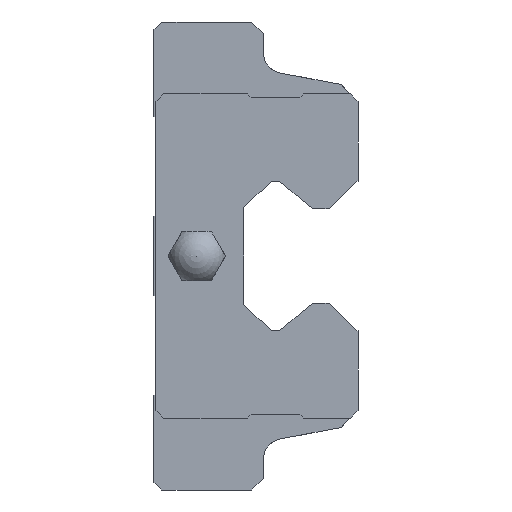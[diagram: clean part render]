
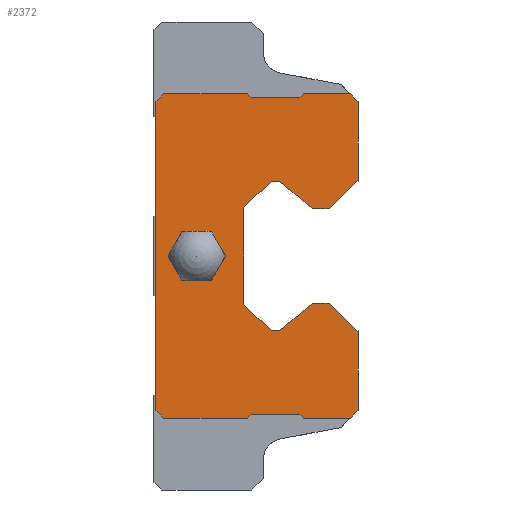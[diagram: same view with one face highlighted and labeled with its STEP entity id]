
A CAD part, left-side view. The second image highlights one B-rep face of the part: STEP entity #2372.
In plain terms, the highlighted planar face has unit normal (-1, 0, 0).
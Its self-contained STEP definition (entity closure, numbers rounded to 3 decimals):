
#650=ORIENTED_EDGE('',*,*,#886,.F.);
#651=ORIENTED_EDGE('',*,*,#883,.F.);
#652=ORIENTED_EDGE('',*,*,#880,.F.);
#653=ORIENTED_EDGE('',*,*,#877,.F.);
#654=ORIENTED_EDGE('',*,*,#874,.F.);
#655=ORIENTED_EDGE('',*,*,#871,.F.);
#656=ORIENTED_EDGE('',*,*,#866,.F.);
#657=ORIENTED_EDGE('',*,*,#1032,.F.);
#658=ORIENTED_EDGE('',*,*,#1030,.F.);
#659=ORIENTED_EDGE('',*,*,#1028,.F.);
#660=ORIENTED_EDGE('',*,*,#1026,.F.);
#661=ORIENTED_EDGE('',*,*,#1024,.F.);
#662=ORIENTED_EDGE('',*,*,#1022,.F.);
#663=ORIENTED_EDGE('',*,*,#1020,.F.);
#664=ORIENTED_EDGE('',*,*,#1018,.F.);
#665=ORIENTED_EDGE('',*,*,#1016,.F.);
#666=ORIENTED_EDGE('',*,*,#1051,.F.);
#667=ORIENTED_EDGE('',*,*,#1049,.F.);
#668=ORIENTED_EDGE('',*,*,#1047,.F.);
#669=ORIENTED_EDGE('',*,*,#1045,.F.);
#670=ORIENTED_EDGE('',*,*,#1043,.F.);
#671=ORIENTED_EDGE('',*,*,#1041,.F.);
#672=ORIENTED_EDGE('',*,*,#1039,.F.);
#673=ORIENTED_EDGE('',*,*,#1037,.F.);
#674=ORIENTED_EDGE('',*,*,#1035,.F.);
#675=ORIENTED_EDGE('',*,*,#1033,.F.);
#676=ORIENTED_EDGE('',*,*,#898,.F.);
#677=ORIENTED_EDGE('',*,*,#895,.F.);
#678=ORIENTED_EDGE('',*,*,#892,.F.);
#679=ORIENTED_EDGE('',*,*,#889,.F.);
#680=ORIENTED_EDGE('',*,*,#1052,.T.);
#681=ORIENTED_EDGE('',*,*,#1053,.T.);
#682=ORIENTED_EDGE('',*,*,#1054,.T.);
#683=ORIENTED_EDGE('',*,*,#1055,.T.);
#684=ORIENTED_EDGE('',*,*,#1056,.T.);
#685=ORIENTED_EDGE('',*,*,#1057,.T.);
#866=EDGE_CURVE('',#1181,#1182,#1398,.T.);
#871=EDGE_CURVE('',#1182,#1186,#1403,.T.);
#874=EDGE_CURVE('',#1186,#1188,#1406,.T.);
#877=EDGE_CURVE('',#1188,#1190,#1409,.T.);
#880=EDGE_CURVE('',#1190,#1192,#1412,.T.);
#883=EDGE_CURVE('',#1192,#1194,#1415,.T.);
#886=EDGE_CURVE('',#1194,#1196,#1418,.T.);
#889=EDGE_CURVE('',#1196,#1198,#1421,.T.);
#892=EDGE_CURVE('',#1198,#1200,#1424,.T.);
#895=EDGE_CURVE('',#1200,#1202,#1427,.T.);
#898=EDGE_CURVE('',#1202,#1204,#1430,.T.);
#1016=EDGE_CURVE('',#1268,#1269,#1534,.T.);
#1018=EDGE_CURVE('',#1269,#1270,#1536,.T.);
#1020=EDGE_CURVE('',#1270,#1271,#1538,.T.);
#1022=EDGE_CURVE('',#1271,#1272,#1540,.T.);
#1024=EDGE_CURVE('',#1272,#1273,#1542,.T.);
#1026=EDGE_CURVE('',#1273,#1274,#1544,.T.);
#1028=EDGE_CURVE('',#1274,#1275,#1546,.T.);
#1030=EDGE_CURVE('',#1275,#1276,#1548,.T.);
#1032=EDGE_CURVE('',#1276,#1181,#1550,.T.);
#1033=EDGE_CURVE('',#1204,#1277,#1551,.T.);
#1035=EDGE_CURVE('',#1277,#1278,#1553,.T.);
#1037=EDGE_CURVE('',#1278,#1279,#1555,.T.);
#1039=EDGE_CURVE('',#1279,#1280,#1557,.T.);
#1041=EDGE_CURVE('',#1280,#1281,#1559,.T.);
#1043=EDGE_CURVE('',#1281,#1282,#1561,.T.);
#1045=EDGE_CURVE('',#1282,#1283,#1563,.T.);
#1047=EDGE_CURVE('',#1283,#1284,#1565,.T.);
#1049=EDGE_CURVE('',#1284,#1285,#1567,.T.);
#1051=EDGE_CURVE('',#1285,#1268,#1569,.T.);
#1052=EDGE_CURVE('',#1286,#1287,#1570,.T.);
#1053=EDGE_CURVE('',#1287,#1288,#1571,.T.);
#1054=EDGE_CURVE('',#1288,#1289,#1572,.T.);
#1055=EDGE_CURVE('',#1289,#1290,#1573,.T.);
#1056=EDGE_CURVE('',#1290,#1291,#1574,.T.);
#1057=EDGE_CURVE('',#1291,#1286,#1575,.T.);
#1181=VERTEX_POINT('',#3449);
#1182=VERTEX_POINT('',#3451);
#1186=VERTEX_POINT('',#3461);
#1188=VERTEX_POINT('',#3467);
#1190=VERTEX_POINT('',#3473);
#1192=VERTEX_POINT('',#3479);
#1194=VERTEX_POINT('',#3485);
#1196=VERTEX_POINT('',#3491);
#1198=VERTEX_POINT('',#3497);
#1200=VERTEX_POINT('',#3503);
#1202=VERTEX_POINT('',#3509);
#1204=VERTEX_POINT('',#3515);
#1268=VERTEX_POINT('',#3750);
#1269=VERTEX_POINT('',#3752);
#1270=VERTEX_POINT('',#3756);
#1271=VERTEX_POINT('',#3760);
#1272=VERTEX_POINT('',#3764);
#1273=VERTEX_POINT('',#3768);
#1274=VERTEX_POINT('',#3772);
#1275=VERTEX_POINT('',#3776);
#1276=VERTEX_POINT('',#3780);
#1277=VERTEX_POINT('',#3786);
#1278=VERTEX_POINT('',#3790);
#1279=VERTEX_POINT('',#3794);
#1280=VERTEX_POINT('',#3798);
#1281=VERTEX_POINT('',#3802);
#1282=VERTEX_POINT('',#3806);
#1283=VERTEX_POINT('',#3810);
#1284=VERTEX_POINT('',#3814);
#1285=VERTEX_POINT('',#3818);
#1286=VERTEX_POINT('',#3824);
#1287=VERTEX_POINT('',#3825);
#1288=VERTEX_POINT('',#3827);
#1289=VERTEX_POINT('',#3829);
#1290=VERTEX_POINT('',#3831);
#1291=VERTEX_POINT('',#3833);
#1398=LINE('',#3450,#1688);
#1403=LINE('',#3460,#1693);
#1406=LINE('',#3466,#1696);
#1409=LINE('',#3472,#1699);
#1412=LINE('',#3478,#1702);
#1415=LINE('',#3484,#1705);
#1418=LINE('',#3490,#1708);
#1421=LINE('',#3496,#1711);
#1424=LINE('',#3502,#1714);
#1427=LINE('',#3508,#1717);
#1430=LINE('',#3514,#1720);
#1534=LINE('',#3751,#1824);
#1536=LINE('',#3755,#1826);
#1538=LINE('',#3759,#1828);
#1540=LINE('',#3763,#1830);
#1542=LINE('',#3767,#1832);
#1544=LINE('',#3771,#1834);
#1546=LINE('',#3775,#1836);
#1548=LINE('',#3779,#1838);
#1550=LINE('',#3783,#1840);
#1551=LINE('',#3785,#1841);
#1553=LINE('',#3789,#1843);
#1555=LINE('',#3793,#1845);
#1557=LINE('',#3797,#1847);
#1559=LINE('',#3801,#1849);
#1561=LINE('',#3805,#1851);
#1563=LINE('',#3809,#1853);
#1565=LINE('',#3813,#1855);
#1567=LINE('',#3817,#1857);
#1569=LINE('',#3821,#1859);
#1570=LINE('',#3823,#1860);
#1571=LINE('',#3826,#1861);
#1572=LINE('',#3828,#1862);
#1573=LINE('',#3830,#1863);
#1574=LINE('',#3832,#1864);
#1575=LINE('',#3834,#1865);
#1688=VECTOR('',#2735,1000.);
#1693=VECTOR('',#2742,1000.);
#1696=VECTOR('',#2747,1000.);
#1699=VECTOR('',#2752,1000.);
#1702=VECTOR('',#2757,1000.);
#1705=VECTOR('',#2762,1000.);
#1708=VECTOR('',#2767,1000.);
#1711=VECTOR('',#2772,1000.);
#1714=VECTOR('',#2777,1000.);
#1717=VECTOR('',#2782,1000.);
#1720=VECTOR('',#2787,1000.);
#1824=VECTOR('',#3027,1000.);
#1826=VECTOR('',#3031,1000.);
#1828=VECTOR('',#3035,1000.);
#1830=VECTOR('',#3039,1000.);
#1832=VECTOR('',#3043,1000.);
#1834=VECTOR('',#3047,1000.);
#1836=VECTOR('',#3051,1000.);
#1838=VECTOR('',#3055,1000.);
#1840=VECTOR('',#3059,1000.);
#1841=VECTOR('',#3062,1000.);
#1843=VECTOR('',#3066,1000.);
#1845=VECTOR('',#3070,1000.);
#1847=VECTOR('',#3074,1000.);
#1849=VECTOR('',#3078,1000.);
#1851=VECTOR('',#3082,1000.);
#1853=VECTOR('',#3086,1000.);
#1855=VECTOR('',#3090,1000.);
#1857=VECTOR('',#3094,1000.);
#1859=VECTOR('',#3098,1000.);
#1860=VECTOR('',#3101,1000.);
#1861=VECTOR('',#3102,1000.);
#1862=VECTOR('',#3103,1000.);
#1863=VECTOR('',#3104,1000.);
#1864=VECTOR('',#3105,1000.);
#1865=VECTOR('',#3106,1000.);
#2004=EDGE_LOOP('',(#650,#651,#652,#653,#654,#655,#656,#657,#658,#659,#660,
#661,#662,#663,#664,#665,#666,#667,#668,#669,#670,#671,#672,#673,#674,#675,
#676,#677,#678,#679));
#2005=EDGE_LOOP('',(#680,#681,#682,#683,#684,#685));
#2142=FACE_BOUND('',#2004,.T.);
#2143=FACE_BOUND('',#2005,.T.);
#2252=PLANE('',#2537);
#2372=ADVANCED_FACE('',(#2142,#2143),#2252,.F.);
#2537=AXIS2_PLACEMENT_3D('',#3822,#3099,#3100);
#2735=DIRECTION('',(0.,0.707,-0.707));
#2742=DIRECTION('',(0.,1.,0.));
#2747=DIRECTION('',(0.,0.764,0.645));
#2752=DIRECTION('',(0.,1.,0.));
#2757=DIRECTION('',(0.,0.729,-0.685));
#2762=DIRECTION('',(0.,0.,-1.));
#2767=DIRECTION('',(0.,-0.729,-0.685));
#2772=DIRECTION('',(0.,-1.,0.));
#2777=DIRECTION('',(0.,-0.764,0.645));
#2782=DIRECTION('',(0.,-1.,0.));
#2787=DIRECTION('',(0.,-0.707,-0.707));
#3027=DIRECTION('',(0.,-0.707,0.707));
#3031=DIRECTION('',(0.,-1.,0.));
#3035=DIRECTION('',(0.,-0.707,-0.707));
#3039=DIRECTION('',(0.,-1.,0.));
#3043=DIRECTION('',(0.,-0.707,0.707));
#3047=DIRECTION('',(0.,-1.,0.));
#3051=DIRECTION('',(0.,-0.707,-0.707));
#3055=DIRECTION('',(0.,0.,-1.));
#3059=DIRECTION('',(0.,1.,0.));
#3062=DIRECTION('',(0.,-1.,0.));
#3066=DIRECTION('',(0.,0.,-1.));
#3070=DIRECTION('',(0.,0.707,-0.707));
#3074=DIRECTION('',(0.,1.,0.));
#3078=DIRECTION('',(0.,0.707,0.707));
#3082=DIRECTION('',(0.,1.,0.));
#3086=DIRECTION('',(0.,0.707,-0.707));
#3090=DIRECTION('',(0.,1.,0.));
#3094=DIRECTION('',(0.,0.707,0.707));
#3098=DIRECTION('',(0.,0.,1.));
#3099=DIRECTION('',(1.,0.,0.));
#3100=DIRECTION('',(0.,0.,-1.));
#3101=DIRECTION('',(0.,1.,0.));
#3102=DIRECTION('',(0.,0.5,0.866));
#3103=DIRECTION('',(0.,-0.5,0.866));
#3104=DIRECTION('',(0.,-1.,0.));
#3105=DIRECTION('',(0.,-0.5,-0.866));
#3106=DIRECTION('',(0.,0.5,-0.866));
#3449=CARTESIAN_POINT('',(-30.1,-24.35,7.5));
#3450=CARTESIAN_POINT('',(-30.1,-24.35,7.5));
#3451=CARTESIAN_POINT('',(-30.1,-21.6,4.75));
#3460=CARTESIAN_POINT('',(-30.1,-21.6,4.75));
#3461=CARTESIAN_POINT('',(-30.1,-19.9,4.75));
#3466=CARTESIAN_POINT('',(-30.1,-19.9,4.75));
#3467=CARTESIAN_POINT('',(-30.1,-16.64,7.5));
#3472=CARTESIAN_POINT('',(-30.1,-16.64,7.5));
#3473=CARTESIAN_POINT('',(-30.1,-15.8,7.5));
#3478=CARTESIAN_POINT('',(-30.1,-15.8,7.5));
#3479=CARTESIAN_POINT('',(-30.1,-13.,4.87));
#3484=CARTESIAN_POINT('',(-30.1,-13.,4.87));
#3485=CARTESIAN_POINT('',(-30.1,-13.,-4.87));
#3490=CARTESIAN_POINT('',(-30.1,-13.,-4.87));
#3491=CARTESIAN_POINT('',(-30.1,-15.8,-7.5));
#3496=CARTESIAN_POINT('',(-30.1,-15.8,-7.5));
#3497=CARTESIAN_POINT('',(-30.1,-16.64,-7.5));
#3502=CARTESIAN_POINT('',(-30.1,-16.64,-7.5));
#3503=CARTESIAN_POINT('',(-30.1,-19.9,-4.75));
#3508=CARTESIAN_POINT('',(-30.1,-19.9,-4.75));
#3509=CARTESIAN_POINT('',(-30.1,-21.6,-4.75));
#3514=CARTESIAN_POINT('',(-30.1,-21.6,-4.75));
#3515=CARTESIAN_POINT('',(-30.1,-24.35,-7.5));
#3750=CARTESIAN_POINT('',(-30.1,-4.2,15.5));
#3751=CARTESIAN_POINT('',(-30.1,-4.2,15.5));
#3752=CARTESIAN_POINT('',(-30.1,-5.,16.3));
#3755=CARTESIAN_POINT('',(-30.1,-5.,16.3));
#3756=CARTESIAN_POINT('',(-30.1,-13.36,16.3));
#3759=CARTESIAN_POINT('',(-30.1,-13.36,16.3));
#3760=CARTESIAN_POINT('',(-30.1,-13.76,15.9));
#3763=CARTESIAN_POINT('',(-30.1,-13.76,15.9));
#3764=CARTESIAN_POINT('',(-30.1,-18.66,15.9));
#3767=CARTESIAN_POINT('',(-30.1,-18.66,15.9));
#3768=CARTESIAN_POINT('',(-30.1,-19.06,16.3));
#3771=CARTESIAN_POINT('',(-30.1,-19.06,16.3));
#3772=CARTESIAN_POINT('',(-30.1,-23.7,16.3));
#3775=CARTESIAN_POINT('',(-30.1,-23.7,16.3));
#3776=CARTESIAN_POINT('',(-30.1,-24.5,15.5));
#3779=CARTESIAN_POINT('',(-30.1,-24.5,15.5));
#3780=CARTESIAN_POINT('',(-30.1,-24.5,7.5));
#3783=CARTESIAN_POINT('',(-30.1,-24.5,7.5));
#3785=CARTESIAN_POINT('',(-30.1,-24.35,-7.5));
#3786=CARTESIAN_POINT('',(-30.1,-24.5,-7.5));
#3789=CARTESIAN_POINT('',(-30.1,-24.5,-7.5));
#3790=CARTESIAN_POINT('',(-30.1,-24.5,-15.5));
#3793=CARTESIAN_POINT('',(-30.1,-24.5,-15.5));
#3794=CARTESIAN_POINT('',(-30.1,-23.7,-16.3));
#3797=CARTESIAN_POINT('',(-30.1,-23.7,-16.3));
#3798=CARTESIAN_POINT('',(-30.1,-19.06,-16.3));
#3801=CARTESIAN_POINT('',(-30.1,-19.06,-16.3));
#3802=CARTESIAN_POINT('',(-30.1,-18.66,-15.9));
#3805=CARTESIAN_POINT('',(-30.1,-18.66,-15.9));
#3806=CARTESIAN_POINT('',(-30.1,-13.76,-15.9));
#3809=CARTESIAN_POINT('',(-30.1,-13.76,-15.9));
#3810=CARTESIAN_POINT('',(-30.1,-13.36,-16.3));
#3813=CARTESIAN_POINT('',(-30.1,-13.36,-16.3));
#3814=CARTESIAN_POINT('',(-30.1,-5.,-16.3));
#3817=CARTESIAN_POINT('',(-30.1,-5.,-16.3));
#3818=CARTESIAN_POINT('',(-30.1,-4.2,-15.5));
#3821=CARTESIAN_POINT('',(-30.1,-4.2,-15.5));
#3822=CARTESIAN_POINT('',(-30.1,0.,0.));
#3823=CARTESIAN_POINT('',(-30.1,-9.743,-2.5));
#3824=CARTESIAN_POINT('',(-30.1,-9.743,-2.5));
#3825=CARTESIAN_POINT('',(-30.1,-6.857,-2.5));
#3826=CARTESIAN_POINT('',(-30.1,-6.857,-2.5));
#3827=CARTESIAN_POINT('',(-30.1,-5.413,0.));
#3828=CARTESIAN_POINT('',(-30.1,-5.413,0.));
#3829=CARTESIAN_POINT('',(-30.1,-6.857,2.5));
#3830=CARTESIAN_POINT('',(-30.1,-6.857,2.5));
#3831=CARTESIAN_POINT('',(-30.1,-9.743,2.5));
#3832=CARTESIAN_POINT('',(-30.1,-9.743,2.5));
#3833=CARTESIAN_POINT('',(-30.1,-11.187,0.));
#3834=CARTESIAN_POINT('',(-30.1,-11.187,0.));
